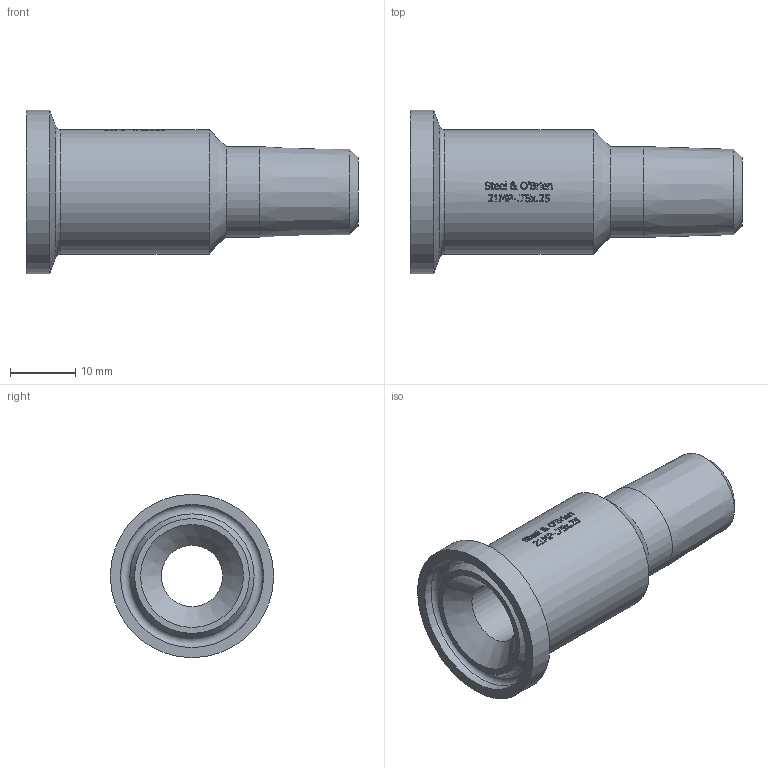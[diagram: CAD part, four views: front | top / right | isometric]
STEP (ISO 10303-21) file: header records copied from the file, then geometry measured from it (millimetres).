
FILE_DESCRIPTION(/* description */ (''),/* implementation_level */ '2;1');
FILE_NAME(/* name */ '21MP-.75X.25.stp',/* time_stamp */ '2019-01-31T08:54:04-05:00',/* author */ ('rick'),/* organization */ (''),/* preprocessor_version */ 'ST-DEVELOPER v15.2',/* originating_system */ 'Autodesk Inventor 2014',/* authorisation */ '');
FILE_SCHEMA (('AUTOMOTIVE_DESIGN { 1 0 10303 214 3 1 1 }'));
Length unit declared in the file: inch
Products named in the file (1): AAV00720
Bounding box: 50.8 x 24.99 x 24.99 mm (x, y, z)
Volume: 8199.5 mm3; surface area: 5003.9 mm2
Topology: 1 solids, 1 shells, 395 faces, 1062 edges, 705 vertices
Faces by surface type: bspline 176, plane 171, cylinder 40, cone 6, torus 2
Full cylindrical faces by diameter (mm): 9.398 x1, 13.896 x1, 19.05 x1, 21.895 x1, 24.994 x1
Entity records: 15509 total; most frequent: CARTESIAN_POINT 6622, ORIENTED_EDGE 2096, DIRECTION 1330, EDGE_CURVE 1048, VERTEX_POINT 704, LINE 502, VECTOR 502, EDGE_LOOP 446
